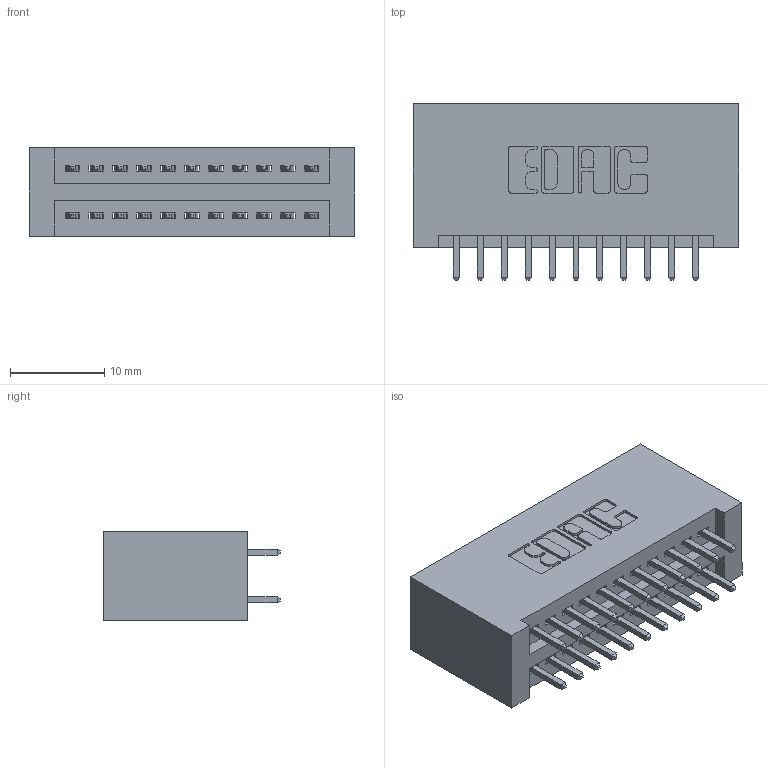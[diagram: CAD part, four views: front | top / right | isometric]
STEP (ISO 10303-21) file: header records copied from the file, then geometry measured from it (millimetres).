
FILE_DESCRIPTION (( 'STEP AP203' ), '1' );
FILE_NAME ('395-022-521-201.STEP', '2019-10-15T22:30:33', ( '' ), ( '' ), 'SwSTEP 2.0', 'SolidWorks 2016', '' );
FILE_SCHEMA (( 'CONFIG_CONTROL_DESIGN' ));
Length unit declared in the file: inch
Products named in the file (3): 345 Part_No Mounting Lugs; 345-292-001_345-293-121; 395-022-521-201
Assembly tree (23 placements, depth 2):
  395-022-521-201
    345 Part_No Mounting Lugs
    345-292-001_345-293-121  x22
Bounding box: 34.54 x 18.72 x 9.4 mm (x, y, z)
Volume: 3674.8 mm3; surface area: 5076.4 mm2
Topology: 23 solids, 23 shells, 1218 faces, 3595 edges, 2366 vertices
Faces by surface type: plane 802, cylinder 416
Entity records: 12545 total; most frequent: CARTESIAN_POINT 2132, ORIENTED_EDGE 2066, DIRECTION 1913, EDGE_CURVE 1033, VECTOR 865, LINE 865, VERTEX_POINT 686, AXIS2_PLACEMENT_3D 524
